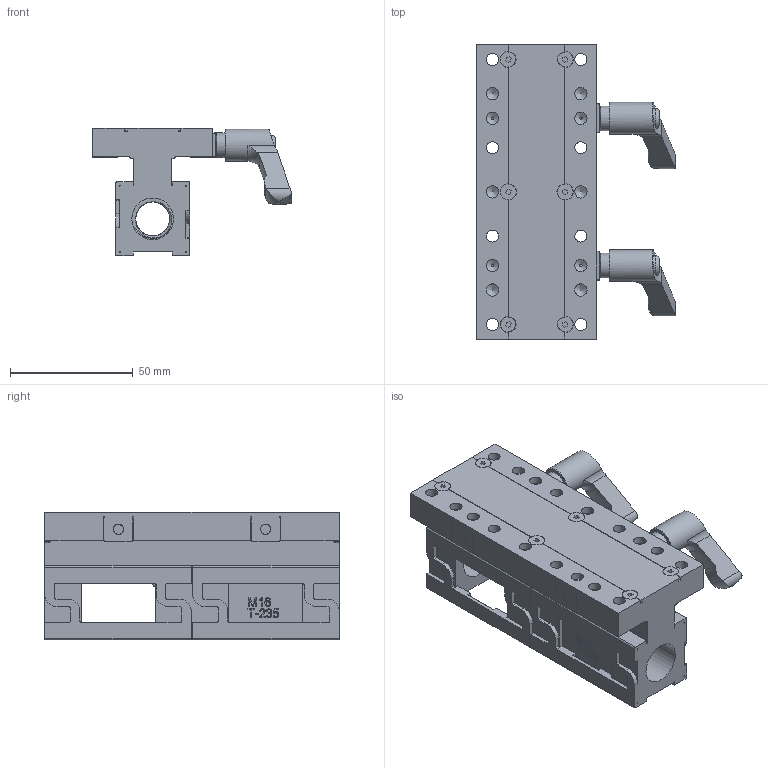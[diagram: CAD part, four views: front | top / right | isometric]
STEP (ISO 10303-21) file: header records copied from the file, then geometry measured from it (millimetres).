
FILE_DESCRIPTION(/* description */ ('Unknown'),/* implementation_level */ '2;1');
FILE_NAME(/* name */ 'A-0000114-Schlitten50-120lg-Klem',/* time_stamp */ '2020-03-29T10:07:43+02:00',/* author */ ('Unknown'),/* organization */ ('Unknown'),/* preprocessor_version */ 'ST-DEVELOPER v16.7',/* originating_system */ 'Solid Edge',/* authorisation */ 'Unknown');
FILE_SCHEMA (('AUTOMOTIVE_DESIGN {1 0 10303 214 3 1 1}'));
Length unit declared in the file: millimetre
Products named in the file (1): A-0000114-Schlitten50-120lg-Klem-Alu-dy
Bounding box: 81 x 120 x 52.1 mm (x, y, z)
Volume: 151282.1 mm3; surface area: 54102 mm2
Topology: 1 solids, 1 shells, 984 faces, 2767 edges, 1818 vertices
Faces by surface type: plane 623, cylinder 207, bspline 81, cone 58, torus 15
Full cylindrical faces by diameter (mm): 4.134 x2, 4.5 x2, 4.917 x8, 5 x18, 5.5 x2, 8 x2, 8.3 x2, 10 x2, 13 x2, 17 x3
Entity records: 46045 total; most frequent: CARTESIAN_POINT 14726, ORIENTED_EDGE 5286, DIRECTION 4553, EDGE_CURVE 2643, LINE 1843, VECTOR 1843, VERTEX_POINT 1778, AXIS2_PLACEMENT_3D 1355
